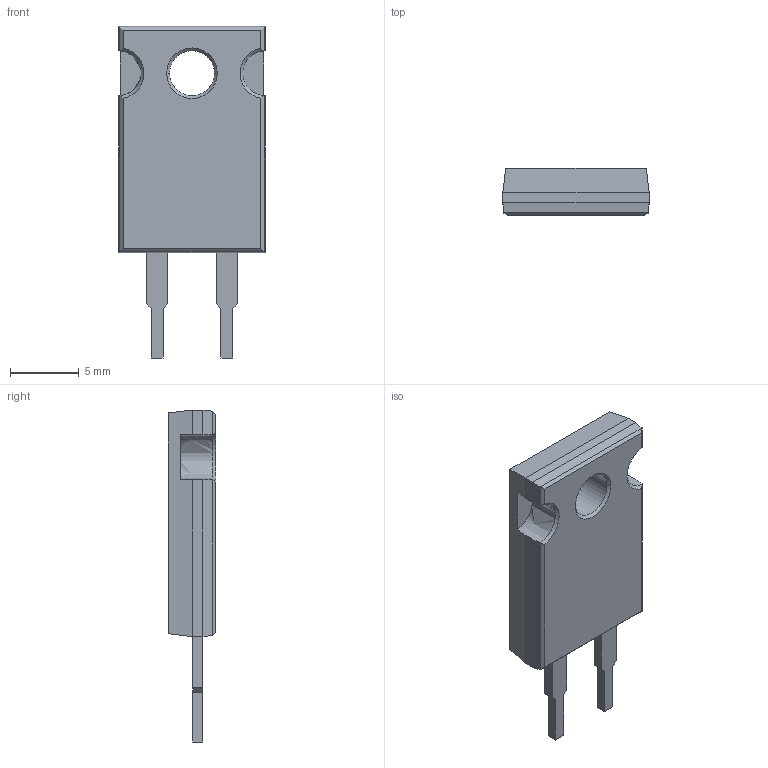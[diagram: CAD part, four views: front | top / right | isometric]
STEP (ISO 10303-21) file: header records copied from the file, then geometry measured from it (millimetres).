
FILE_DESCRIPTION((''),'2;1');
FILE_NAME('RES_CADDOCK_MP925_V_3d.stp','2015-09-09T11:40:15',(''),(''),'Mechanical Desktop 2011','Mechanical Desktop 2011',', , ');
FILE_SCHEMA(('AUTOMOTIVE_DESIGN { 1 2 10303 214 1 1 1 1 }'));
Length unit declared in the file: millimetre
Products named in the file (1): Product
Bounding box: 10.67 x 3.44 x 24.2 mm (x, y, z)
Volume: 555.7 mm3; surface area: 776.6 mm2
Topology: 4 solids, 4 shells, 65 faces, 154 edges, 98 vertices
Faces by surface type: plane 44, bspline 14, cone 4, cylinder 3
Entity records: 1902 total; most frequent: CARTESIAN_POINT 394, ORIENTED_EDGE 308, DIRECTION 270, EDGE_CURVE 154, VECTOR 126, LINE 126, VERTEX_POINT 98, AXIS2_PLACEMENT_3D 72
